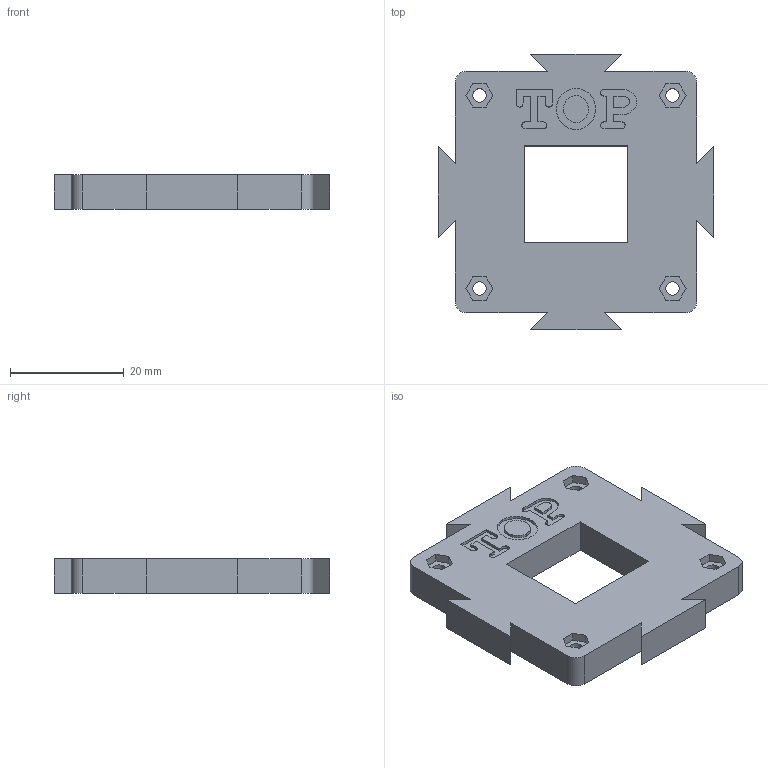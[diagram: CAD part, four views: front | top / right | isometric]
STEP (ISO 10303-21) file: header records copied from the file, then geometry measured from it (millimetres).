
FILE_DESCRIPTION (( 'STEP AP203' ), '1' );
FILE_NAME ('camera_cover_back.STEP', '2025-05-16T07:21:08', ( '' ), ( '' ), 'SwSTEP 2.0', 'SolidWorks 2024', '' );
FILE_SCHEMA (( 'CONFIG_CONTROL_DESIGN' ));
Length unit declared in the file: millimetre
Products named in the file (1): camera_cover_back
Bounding box: 48.5 x 48.5 x 6.1 mm (x, y, z)
Volume: 9803.5 mm3; surface area: 5387.9 mm2
Topology: 1 solids, 1 shells, 129 faces, 351 edges, 234 vertices
Faces by surface type: plane 85, bspline 29, cylinder 15
Entity records: 5370 total; most frequent: CARTESIAN_POINT 2176, ORIENTED_EDGE 702, DIRECTION 525, EDGE_CURVE 351, LINE 263, VECTOR 263, VERTEX_POINT 234, EDGE_LOOP 149
